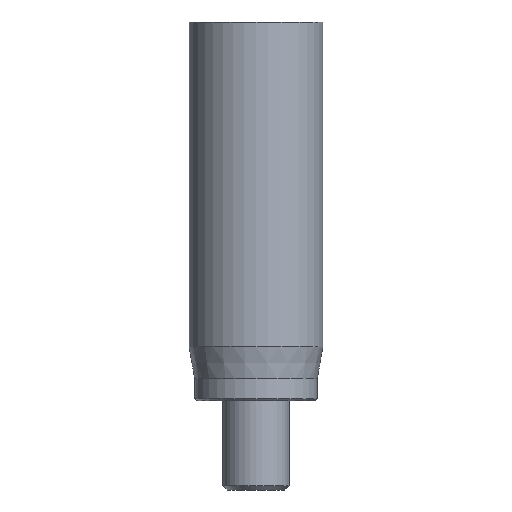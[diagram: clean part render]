
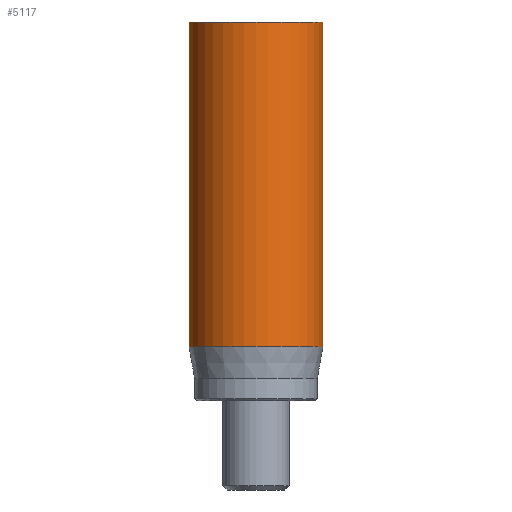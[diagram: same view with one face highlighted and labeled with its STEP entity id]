
A CAD part, front view. The second image highlights one B-rep face of the part: STEP entity #5117.
In plain terms, the highlighted cylindrical face has radius 3 mm (diameter 6 mm), a full revolution.
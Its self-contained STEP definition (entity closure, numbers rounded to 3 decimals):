
#40=CYLINDRICAL_SURFACE('',#5342,3.);
#58=CIRCLE('',#5305,3.);
#74=CIRCLE('',#5340,3.);
#75=CIRCLE('',#5341,3.);
#488=FACE_OUTER_BOUND('',#801,.T.);
#801=EDGE_LOOP('',(#4571,#4572,#4573,#4574,#4575));
#1183=LINE('',#9676,#1569);
#1569=VECTOR('',#5984,3.);
#2375=VERTEX_POINT('',#9611);
#2391=VERTEX_POINT('',#9670);
#2392=VERTEX_POINT('',#9671);
#3100=EDGE_CURVE('',#2375,#2375,#58,.T.);
#3124=EDGE_CURVE('',#2391,#2392,#74,.T.);
#3125=EDGE_CURVE('',#2392,#2391,#75,.T.);
#3127=EDGE_CURVE('',#2375,#2391,#1183,.T.);
#4571=ORIENTED_EDGE('',*,*,#3100,.T.);
#4572=ORIENTED_EDGE('',*,*,#3127,.T.);
#4573=ORIENTED_EDGE('',*,*,#3124,.T.);
#4574=ORIENTED_EDGE('',*,*,#3125,.T.);
#4575=ORIENTED_EDGE('',*,*,#3127,.F.);
#5117=ADVANCED_FACE('',(#488),#40,.T.);
#5305=AXIS2_PLACEMENT_3D('',#9612,#5899,#5900);
#5340=AXIS2_PLACEMENT_3D('',#9672,#5977,#5978);
#5341=AXIS2_PLACEMENT_3D('',#9673,#5979,#5980);
#5342=AXIS2_PLACEMENT_3D('',#9675,#5982,#5983);
#5899=DIRECTION('center_axis',(0.,0.,-1.));
#5900=DIRECTION('ref_axis',(-1.,0.,0.));
#5977=DIRECTION('center_axis',(0.,0.,1.));
#5978=DIRECTION('ref_axis',(-1.,0.,0.));
#5979=DIRECTION('center_axis',(0.,0.,1.));
#5980=DIRECTION('ref_axis',(-1.,0.,0.));
#5982=DIRECTION('center_axis',(0.,0.,1.));
#5983=DIRECTION('ref_axis',(-1.,0.,0.));
#5984=DIRECTION('',(0.,0.,-1.));
#9611=CARTESIAN_POINT('',(3.,0.,17.));
#9612=CARTESIAN_POINT('Origin',(0.,0.,17.));
#9670=CARTESIAN_POINT('',(3.,0.,2.418));
#9671=CARTESIAN_POINT('',(-3.,0.,2.418));
#9672=CARTESIAN_POINT('Origin',(0.,0.,2.418));
#9673=CARTESIAN_POINT('Origin',(0.,0.,2.418));
#9675=CARTESIAN_POINT('Origin',(0.,0.,0.));
#9676=CARTESIAN_POINT('',(3.,0.,0.));
